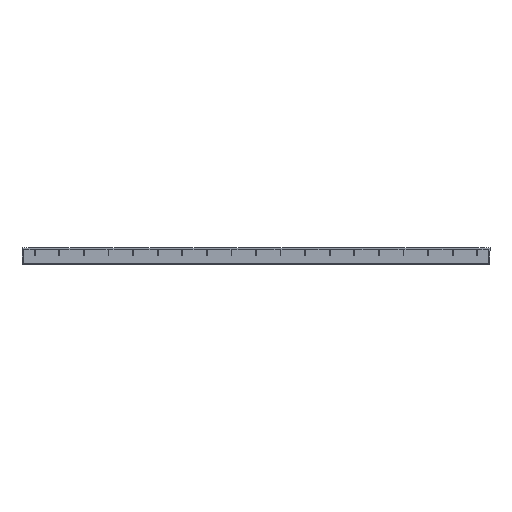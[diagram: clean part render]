
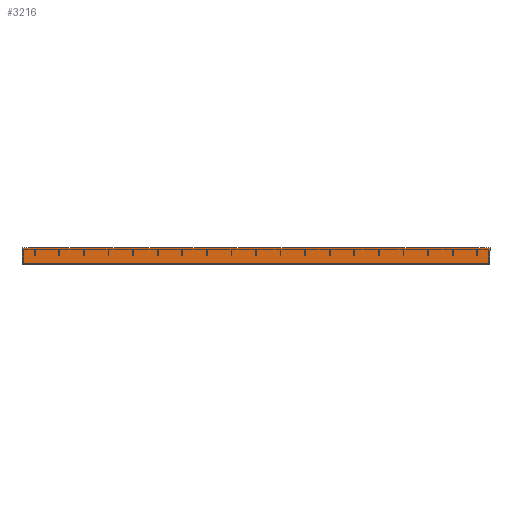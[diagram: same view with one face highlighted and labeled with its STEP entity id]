
A CAD part, top view. The second image highlights one B-rep face of the part: STEP entity #3216.
In plain terms, the highlighted planar face has unit normal (0, 0, 1).
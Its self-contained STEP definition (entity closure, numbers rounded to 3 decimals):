
#3216 = ADVANCED_FACE ( 'NONE', ( #33221 ), #66466, .F. ) ;
#5536 = EDGE_CURVE ( 'NONE', #34359, #61164, #6463, .T. ) ;
#5696 = DIRECTION ( 'NONE',  ( 0., 1., 0. ) ) ;
#6367 = CARTESIAN_POINT ( 'NONE',  ( 0., 3.333, 0. ) ) ;
#6463 = B_SPLINE_CURVE_WITH_KNOTS ( 'NONE', 3,
 ( #61628, #56087, #6367, #45194 ),
 .UNSPECIFIED., .F., .F.,
 ( 4, 4 ),
 ( 0., 1. ),
 .UNSPECIFIED. ) ;
#10114 = DIRECTION ( 'NONE',  ( -1., 0., 0. ) ) ;
#10443 = VECTOR ( 'NONE', #26228, 1000. ) ;
#12455 = DIRECTION ( 'NONE',  ( 0., 0., -1. ) ) ;
#14380 = CARTESIAN_POINT ( 'NONE',  ( 590., -10., 0. ) ) ;
#14417 = EDGE_CURVE ( 'NONE', #30544, #61164, #36327, .T. ) ;
#15122 = EDGE_CURVE ( 'NONE', #30544, #31941, #29341, .T. ) ;
#19676 = ORIENTED_EDGE ( 'NONE', *, *, #5536, .F. ) ;
#20737 = ORIENTED_EDGE ( 'NONE', *, *, #14417, .T. ) ;
#21023 = EDGE_CURVE ( 'NONE', #31941, #34359, #52920, .T. ) ;
#25834 = VECTOR ( 'NONE', #61583, 1000. ) ;
#26228 = DIRECTION ( 'NONE',  ( -1., 0., 0. ) ) ;
#29341 = LINE ( 'NONE', #39311, #25834 ) ;
#30544 = VERTEX_POINT ( 'NONE', #62039 ) ;
#31458 = ORIENTED_EDGE ( 'NONE', *, *, #15122, .F. ) ;
#31941 = VERTEX_POINT ( 'NONE', #14380 ) ;
#33221 = FACE_OUTER_BOUND ( 'NONE', #39846, .T. ) ;
#34359 = VERTEX_POINT ( 'NONE', #47266 ) ;
#34737 = ORIENTED_EDGE ( 'NONE', *, *, #21023, .F. ) ;
#36327 = LINE ( 'NONE', #69722, #38994 ) ;
#38994 = VECTOR ( 'NONE', #10114, 1000. ) ;
#39311 = CARTESIAN_POINT ( 'NONE',  ( 590., 10., 0. ) ) ;
#39846 = EDGE_LOOP ( 'NONE', ( #20737, #19676, #34737, #31458 ) ) ;
#42128 = CARTESIAN_POINT ( 'NONE',  ( 0., 10., 0. ) ) ;
#43314 = AXIS2_PLACEMENT_3D ( 'NONE', #54829, #12455, #5696 ) ;
#45194 = CARTESIAN_POINT ( 'NONE',  ( 0., 10., 0. ) ) ;
#47266 = CARTESIAN_POINT ( 'NONE',  ( 0., -10., 0. ) ) ;
#47832 = CARTESIAN_POINT ( 'NONE',  ( 590., -10., 0. ) ) ;
#52920 = LINE ( 'NONE', #47832, #10443 ) ;
#54829 = CARTESIAN_POINT ( 'NONE',  ( 590., 10., 0. ) ) ;
#56087 = CARTESIAN_POINT ( 'NONE',  ( 0., -3.333, 0. ) ) ;
#61164 = VERTEX_POINT ( 'NONE', #42128 ) ;
#61583 = DIRECTION ( 'NONE',  ( 0., -1., 0. ) ) ;
#61628 = CARTESIAN_POINT ( 'NONE',  ( 0., -10., 0. ) ) ;
#62039 = CARTESIAN_POINT ( 'NONE',  ( 590., 10., 0. ) ) ;
#66466 = PLANE ( 'NONE',  #43314 ) ;
#69722 = CARTESIAN_POINT ( 'NONE',  ( 590., 10., 0. ) ) ;
